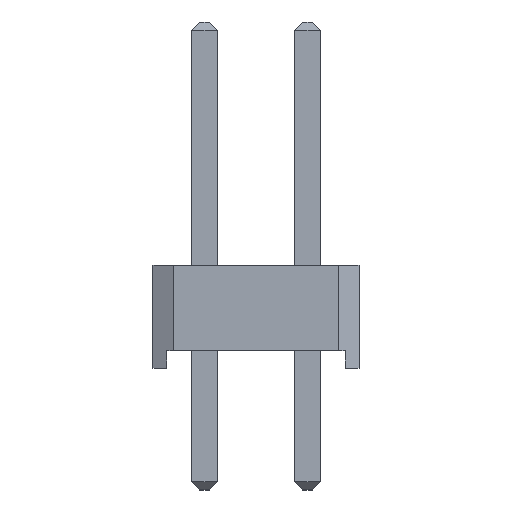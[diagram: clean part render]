
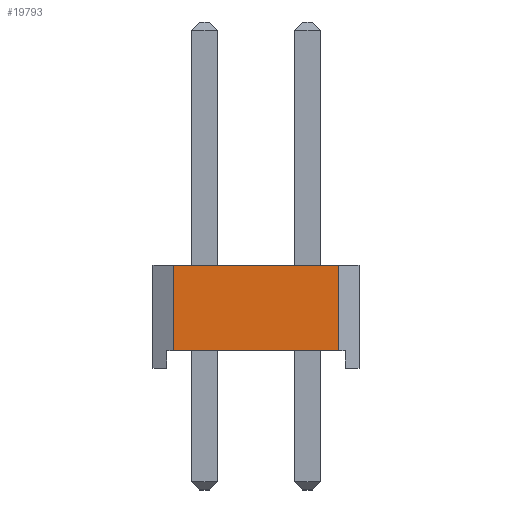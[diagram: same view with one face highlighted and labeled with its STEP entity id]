
A CAD part, front view. The second image highlights one B-rep face of the part: STEP entity #19793.
In plain terms, the highlighted face is planar.
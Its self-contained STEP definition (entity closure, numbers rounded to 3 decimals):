
#748=ORIENTED_EDGE('',*,*,#4540,.T.);
#749=ORIENTED_EDGE('',*,*,#4284,.T.);
#750=ORIENTED_EDGE('',*,*,#4541,.F.);
#751=ORIENTED_EDGE('',*,*,#4413,.F.);
#4284=EDGE_CURVE('',#6270,#6271,#7498,.T.);
#4413=EDGE_CURVE('',#6308,#6309,#7627,.T.);
#4540=EDGE_CURVE('',#6308,#6270,#7754,.T.);
#4541=EDGE_CURVE('',#6309,#6271,#7755,.T.);
#6270=VERTEX_POINT('',#25625);
#6271=VERTEX_POINT('',#25626);
#6308=VERTEX_POINT('',#25827);
#6309=VERTEX_POINT('',#25829);
#7498=LINE('',#25624,#9484);
#7627=LINE('',#25828,#9613);
#7754=LINE('',#26029,#9740);
#7755=LINE('',#26030,#9741);
#9484=VECTOR('',#21756,1000.);
#9613=VECTOR('',#21957,1000.);
#9740=VECTOR('',#22158,1000.);
#9741=VECTOR('',#22159,1000.);
#11327=EDGE_LOOP('',(#748,#749,#750,#751));
#12231=FACE_BOUND('',#11327,.T.);
#13135=PLANE('',#20632);
#19793=ADVANCED_FACE('',(#12231),#13135,.F.);
#20632=AXIS2_PLACEMENT_3D('',#26028,#22156,#22157);
#21756=DIRECTION('',(0.,1.,0.));
#21957=DIRECTION('',(0.,1.,0.));
#22156=DIRECTION('',(-1.,0.,0.));
#22157=DIRECTION('',(0.,0.,1.));
#22158=DIRECTION('',(0.,0.,-1.));
#22159=DIRECTION('',(0.,0.,-1.));
#25624=CARTESIAN_POINT('',(22.86,0.,-3.31));
#25625=CARTESIAN_POINT('',(22.86,-0.832,-3.31));
#25626=CARTESIAN_POINT('',(22.86,1.27,-3.31));
#25827=CARTESIAN_POINT('',(22.86,-0.832,0.77));
#25828=CARTESIAN_POINT('',(22.86,0.,0.77));
#25829=CARTESIAN_POINT('',(22.86,1.27,0.77));
#26028=CARTESIAN_POINT('',(22.86,0.,0.));
#26029=CARTESIAN_POINT('',(22.86,-0.832,0.93));
#26030=CARTESIAN_POINT('',(22.86,1.27,1.27));
